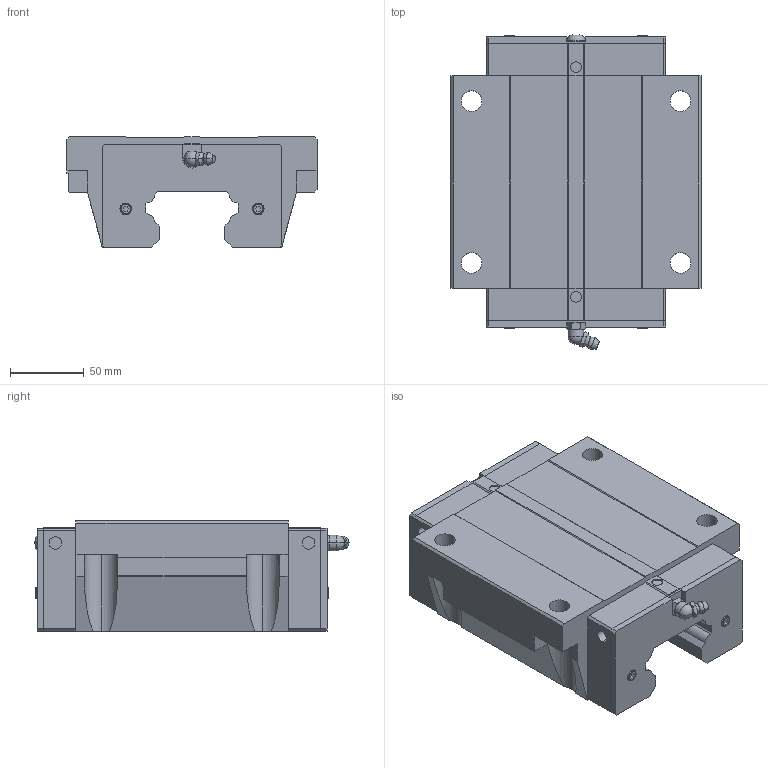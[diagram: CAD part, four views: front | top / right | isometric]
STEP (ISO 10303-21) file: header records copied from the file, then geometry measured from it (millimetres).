
FILE_DESCRIPTION(('STEP AP214'),'1');
FILE_NAME('cctmp_B665BF3C-3F3E-4357-8A5A-CA4136C3777E_2024_08_05_21_29_41_0931..stp','2024-08-05T19:29:42',('HIWIN GmbH'),('CADClick - www.CADClick.com'),'Spatial InterOp 3D',' ','unknown authorization');
FILE_SCHEMA(('AUTOMOTIVE_DESIGN'));
Length unit declared in the file: millimetre
Products named in the file (1): HGW65CCZ0C_FILE
Bounding box: 170 x 213.52 x 75 mm (x, y, z)
Volume: 1620637.9 mm3; surface area: 132854.5 mm2
Topology: 1 solids, 4 shells, 297 faces, 771 edges, 501 vertices
Faces by surface type: plane 191, cylinder 68, torus 22, cone 14, sphere 2
Entity records: 11634 total; most frequent: CARTESIAN_POINT 1868, ORIENTED_EDGE 1538, DIRECTION 1526, EDGE_CURVE 769, LINE 520, VECTOR 520, AXIS2_PLACEMENT_3D 503, VERTEX_POINT 501
